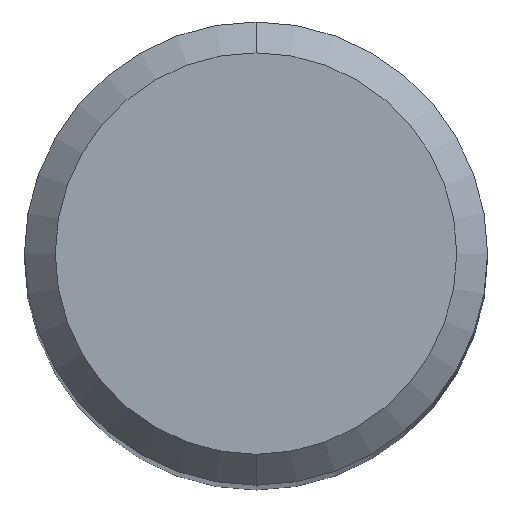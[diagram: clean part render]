
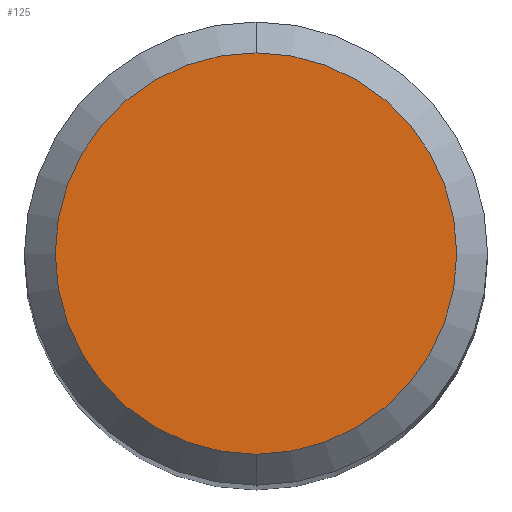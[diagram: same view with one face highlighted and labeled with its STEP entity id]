
A CAD part, top view. The second image highlights one B-rep face of the part: STEP entity #125.
In plain terms, the highlighted planar face has unit normal (0, 0, 1).
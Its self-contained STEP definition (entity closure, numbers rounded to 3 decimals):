
#113=VERTEX_POINT('',#262);
#125=ADVANCED_FACE('',(#275),#276,.T.);
#127=VERTEX_POINT('',#278);
#177=EDGE_CURVE('',#127,#113,#333,.T.);
#191=EDGE_CURVE('',#113,#127,#348,.T.);
#262=CARTESIAN_POINT('',(0.,-2.6,0.0));
#275=FACE_OUTER_BOUND('',#434,.T.);
#276=PLANE('',#435);
#278=CARTESIAN_POINT('',(0.0,2.6,0.0));
#333=CIRCLE('',#511,2.6);
#348=CIRCLE('',#529,2.6);
#434=EDGE_LOOP('',(#612,#613));
#435=AXIS2_PLACEMENT_3D('',#614,#615,#616);
#511=AXIS2_PLACEMENT_3D('',#690,#691,#692);
#529=AXIS2_PLACEMENT_3D('',#707,#708,#709);
#612=ORIENTED_EDGE('',*,*,#177,.F.);
#613=ORIENTED_EDGE('',*,*,#191,.F.);
#614=CARTESIAN_POINT('',(0.0,1.3,0.0));
#615=DIRECTION('',(-0.0,0.0,1.0));
#616=DIRECTION('',(0.0,-1.0,0.0));
#690=CARTESIAN_POINT('',(0.0,0.0,0.0));
#691=DIRECTION('',(0.0,0.0,-1.0));
#692=DIRECTION('',(0.0,1.0,0.0));
#707=CARTESIAN_POINT('',(0.0,0.0,0.0));
#708=DIRECTION('',(0.0,0.0,-1.0));
#709=DIRECTION('',(0.0,1.0,0.0));
